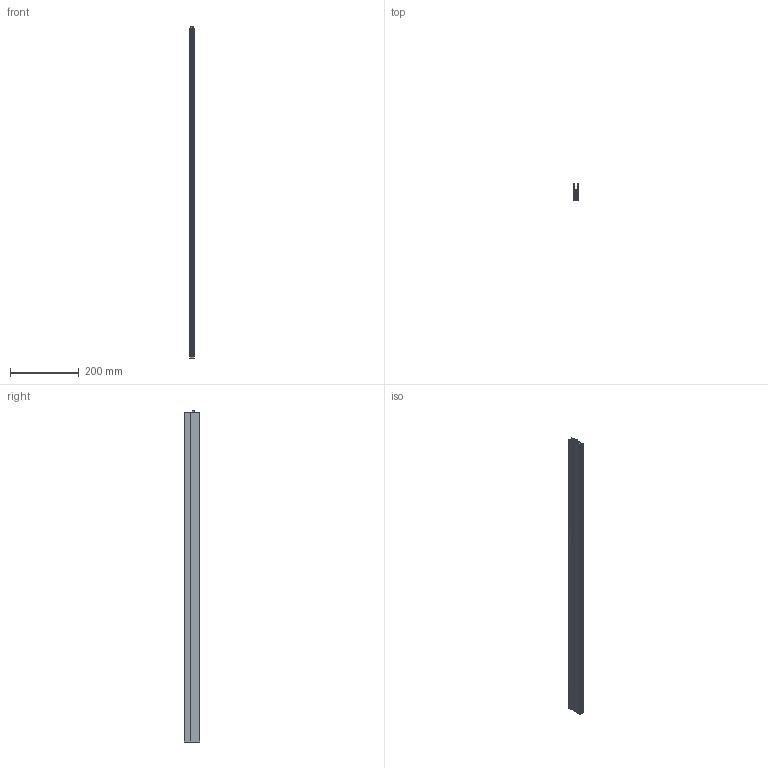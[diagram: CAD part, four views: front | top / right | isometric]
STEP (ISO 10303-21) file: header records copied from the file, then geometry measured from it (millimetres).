
FILE_DESCRIPTION (( 'STEP AP203' ), '1' );
FILE_NAME ('KG F10 schmal 959.STEP', '2025-03-07T13:55:40', ( '' ), ( '' ), 'SwSTEP 2.0', 'SolidWorks 2023', '' );
FILE_SCHEMA (( 'CONFIG_CONTROL_DESIGN' ));
Length unit declared in the file: millimetre
Products named in the file (5): Betätigungsteil_WA; Aussengehäuse_WA; Schutzprofil KG F10 schmal_Standart; Innengeometrie_WA; KG F10 schmal 959
Assembly tree (4 placements, depth 2):
  KG F10 schmal 959
    Aussengehäuse_WA
    Betätigungsteil_WA
    Innengeometrie_WA
    Schutzprofil KG F10 schmal_Standart
Bounding box: 13.5 x 46 x 967 mm (x, y, z)
Volume: 269352.3 mm3; surface area: 432613.8 mm2
Topology: 21 solids, 21 shells, 738 faces, 2080 edges, 1386 vertices
Faces by surface type: plane 374, bspline 298, cylinder 64, torus 2
Entity records: 38466 total; most frequent: CARTESIAN_POINT 20652, ORIENTED_EDGE 4160, DIRECTION 2512, EDGE_CURVE 2080, VERTEX_POINT 1386, VECTOR 1350, LINE 1350, EDGE_LOOP 820
